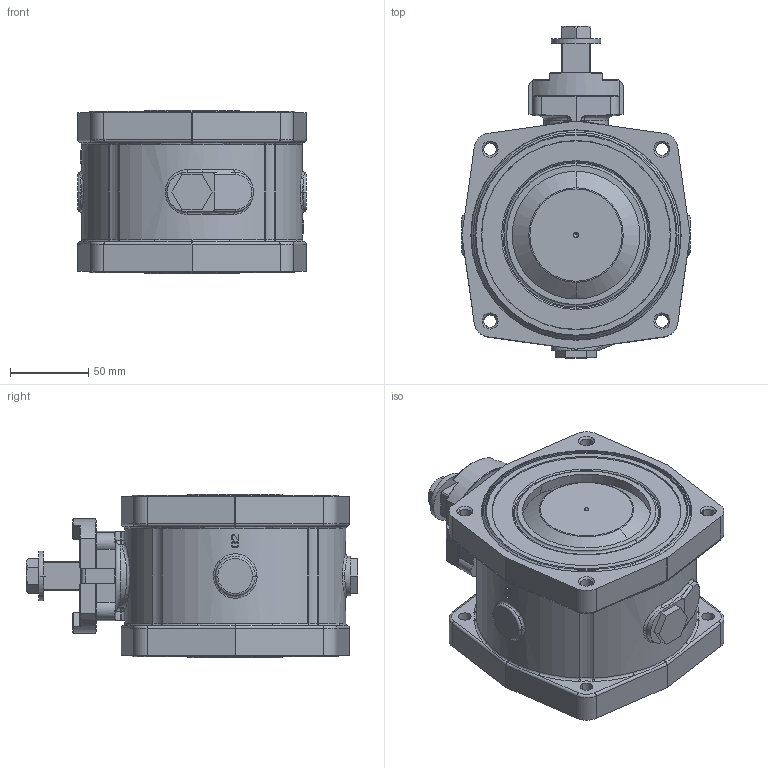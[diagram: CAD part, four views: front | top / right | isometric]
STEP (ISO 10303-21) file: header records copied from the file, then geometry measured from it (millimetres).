
FILE_DESCRIPTION((''),'2;1');
FILE_NAME('8830','2011-10-18T',('sobri'),(''),'PRO/ENGINEER BY PARAMETRIC TECHNOLOGY CORPORATION, 2008010','PRO/ENGINEER BY PARAMETRIC TECHNOLOGY CORPORATION, 2008010','');
FILE_SCHEMA(('CONFIG_CONTROL_DESIGN'));
Length unit declared in the file: inch
Products named in the file (1): 8830
Bounding box: 146.05 x 212.45 x 104.78 mm (x, y, z)
Volume: 838663.3 mm3; surface area: 248929.1 mm2
Topology: 2 solids, 3 shells, 962 faces, 2400 edges, 1508 vertices
Faces by surface type: plane 437, cylinder 238, cone 110, torus 89, bspline 72, sphere 16
Entity records: 40603 total; most frequent: CARTESIAN_POINT 18035, ORIENTED_EDGE 4792, DIRECTION 4569, EDGE_CURVE 2396, AXIS2_PLACEMENT_3D 1703, VERTEX_POINT 1508, VECTOR 1163, LINE 1163
